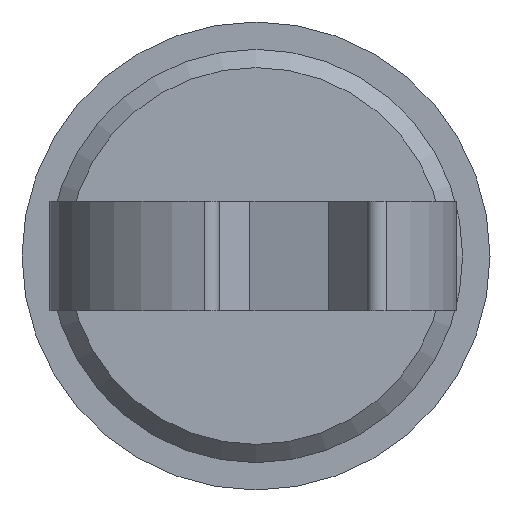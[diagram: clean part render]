
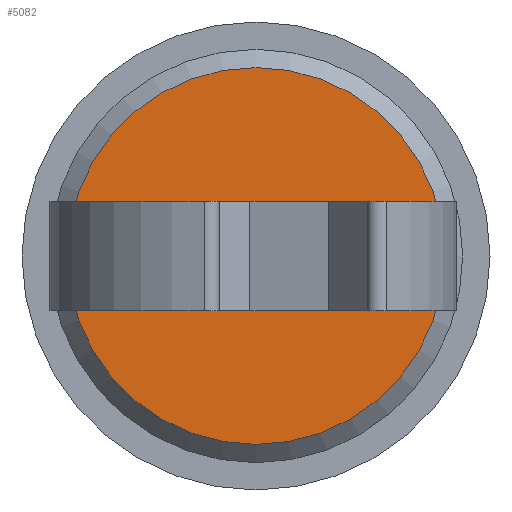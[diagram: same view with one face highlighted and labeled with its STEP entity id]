
A CAD part, left-side view. The second image highlights one B-rep face of the part: STEP entity #5082.
In plain terms, the highlighted planar face has unit normal (-1, 0, 0).
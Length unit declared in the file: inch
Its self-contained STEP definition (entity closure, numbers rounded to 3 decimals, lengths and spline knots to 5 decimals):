
#45 = PLANE ( 'NONE',  #3518 ) ;
#136 = CARTESIAN_POINT ( 'NONE',  ( 0., 0.24527, -0.09 ) ) ;
#150 = EDGE_CURVE ( 'NONE', #954, #1531, #2416, .T. ) ;
#213 = EDGE_LOOP ( 'NONE', ( #1610, #2868, #2937, #4754 ) ) ;
#402 = LINE ( 'NONE', #4545, #893 ) ;
#701 = LINE ( 'NONE', #1062, #3338 ) ;
#850 = CARTESIAN_POINT ( 'NONE',  ( 0., -0.24765, 0.09 ) ) ;
#893 = VECTOR ( 'NONE', #2047, 39.37008 ) ;
#928 = VERTEX_POINT ( 'NONE', #4419 ) ;
#954 = VERTEX_POINT ( 'NONE', #4525 ) ;
#1062 = CARTESIAN_POINT ( 'NONE',  ( 0., 0.24527, 0.09 ) ) ;
#1296 = LINE ( 'NONE', #850, #2998 ) ;
#1531 = VERTEX_POINT ( 'NONE', #136 ) ;
#1610 = ORIENTED_EDGE ( 'NONE', *, *, #3328, .T. ) ;
#1964 = DIRECTION ( 'NONE',  ( 0., 0., -1. ) ) ;
#2040 = FACE_BOUND ( 'NONE', #213, .T. ) ;
#2047 = DIRECTION ( 'NONE',  ( 0., 0., -1. ) ) ;
#2416 = LINE ( 'NONE', #2856, #3854 ) ;
#2419 = CARTESIAN_POINT ( 'NONE',  ( 0., 0.27713, 0. ) ) ;
#2499 = ORIENTED_EDGE ( 'NONE', *, *, #4684, .T. ) ;
#2856 = CARTESIAN_POINT ( 'NONE',  ( 0., -0.24765, -0.09 ) ) ;
#2868 = ORIENTED_EDGE ( 'NONE', *, *, #150, .T. ) ;
#2908 = VERTEX_POINT ( 'NONE', #4344 ) ;
#2937 = ORIENTED_EDGE ( 'NONE', *, *, #3163, .F. ) ;
#2967 = DIRECTION ( 'NONE',  ( 0., 1., 0. ) ) ;
#2998 = VECTOR ( 'NONE', #2967, 39.37008 ) ;
#3006 = CARTESIAN_POINT ( 'NONE',  ( 0., 0., 0. ) ) ;
#3083 = VERTEX_POINT ( 'NONE', #4291 ) ;
#3085 = CIRCLE ( 'NONE', #5370, 0.31 ) ;
#3163 = EDGE_CURVE ( 'NONE', #928, #1531, #701, .T. ) ;
#3328 = EDGE_CURVE ( 'NONE', #2908, #954, #402, .T. ) ;
#3338 = VECTOR ( 'NONE', #1964, 39.37008 ) ;
#3518 = AXIS2_PLACEMENT_3D ( 'NONE', #2419, #3740, #4654 ) ;
#3702 = EDGE_CURVE ( 'NONE', #2908, #928, #1296, .T. ) ;
#3740 = DIRECTION ( 'NONE',  ( -1., 0., 0. ) ) ;
#3800 = FACE_OUTER_BOUND ( 'NONE', #3935, .T. ) ;
#3854 = VECTOR ( 'NONE', #4177, 39.37008 ) ;
#3935 = EDGE_LOOP ( 'NONE', ( #2499 ) ) ;
#4177 = DIRECTION ( 'NONE',  ( 0., 1., 0. ) ) ;
#4262 = DIRECTION ( 'NONE',  ( -1., 0., 0. ) ) ;
#4291 = CARTESIAN_POINT ( 'NONE',  ( 0., 0., -0.31 ) ) ;
#4344 = CARTESIAN_POINT ( 'NONE',  ( 0., -0.24765, 0.09 ) ) ;
#4419 = CARTESIAN_POINT ( 'NONE',  ( 0., 0.24527, 0.09 ) ) ;
#4525 = CARTESIAN_POINT ( 'NONE',  ( 0., -0.24765, -0.09 ) ) ;
#4545 = CARTESIAN_POINT ( 'NONE',  ( 0., -0.24765, 0.09 ) ) ;
#4654 = DIRECTION ( 'NONE',  ( 0., 0., 1. ) ) ;
#4684 = EDGE_CURVE ( 'NONE', #3083, #3083, #3085, .T. ) ;
#4754 = ORIENTED_EDGE ( 'NONE', *, *, #3702, .F. ) ;
#5082 = ADVANCED_FACE ( 'NONE', ( #2040, #3800 ), #45, .T. ) ;
#5198 = DIRECTION ( 'NONE',  ( 0., 0., -1. ) ) ;
#5370 = AXIS2_PLACEMENT_3D ( 'NONE', #3006, #4262, #5198 ) ;
